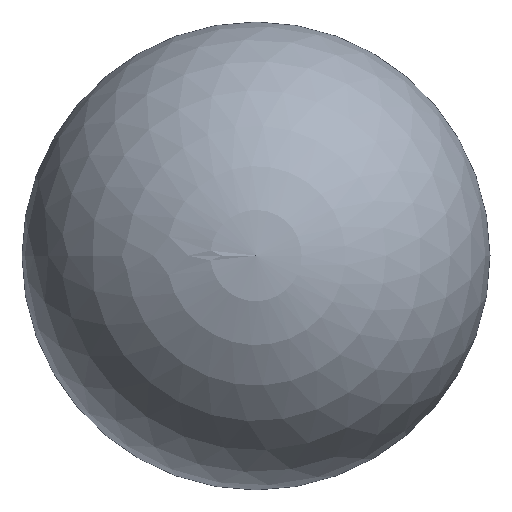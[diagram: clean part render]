
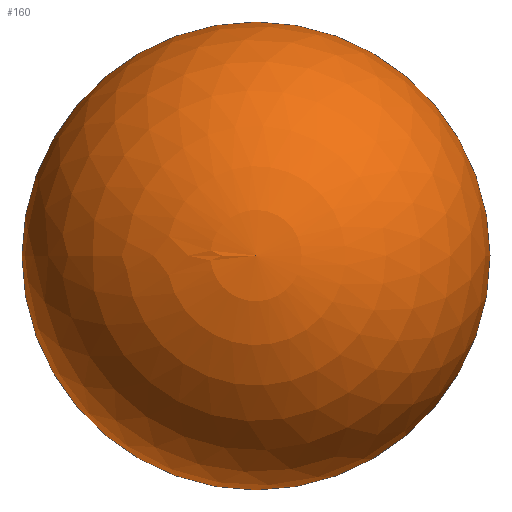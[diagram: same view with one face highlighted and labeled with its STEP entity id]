
A CAD part, top view. The second image highlights one B-rep face of the part: STEP entity #160.
In plain terms, the highlighted spherical face has radius 16.85 mm.
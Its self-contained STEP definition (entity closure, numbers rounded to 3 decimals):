
#160 = ADVANCED_FACE ( 'NONE', ( #9134 ), #5345, .T. ) ;
#325 = DIRECTION ( 'NONE',  ( 0., 0., -1. ) ) ;
#1381 = ORIENTED_EDGE ( 'NONE', *, *, #10665, .F. ) ;
#1529 = DIRECTION ( 'NONE',  ( -1., 0., 0. ) ) ;
#1706 = AXIS2_PLACEMENT_3D ( 'NONE', #11075, #325, #5657 ) ;
#2238 = CIRCLE ( 'NONE', #1706, 16.85 ) ;
#2334 = VERTEX_POINT ( 'NONE', #10374 ) ;
#3046 = DIRECTION ( 'NONE',  ( -1., 0., 0. ) ) ;
#3287 = CARTESIAN_POINT ( 'NONE',  ( 0., 0., 0. ) ) ;
#3894 = EDGE_CURVE ( 'NONE', #2334, #8438, #2238, .T. ) ;
#4611 = AXIS2_PLACEMENT_3D ( 'NONE', #8434, #10234, #3046 ) ;
#5345 = SPHERICAL_SURFACE ( 'NONE', #4611, 16.85 ) ;
#5657 = DIRECTION ( 'NONE',  ( -1., 0., 0. ) ) ;
#6230 = DIRECTION ( 'NONE',  ( 0., 0., -1. ) ) ;
#7331 = CIRCLE ( 'NONE', #9442, 16.85 ) ;
#8095 = CARTESIAN_POINT ( 'NONE',  ( -16.85, 0., 0. ) ) ;
#8282 = EDGE_LOOP ( 'NONE', ( #1381, #11313 ) ) ;
#8434 = CARTESIAN_POINT ( 'NONE',  ( 0., 0., 0. ) ) ;
#8438 = VERTEX_POINT ( 'NONE', #8095 ) ;
#9134 = FACE_OUTER_BOUND ( 'NONE', #8282, .T. ) ;
#9442 = AXIS2_PLACEMENT_3D ( 'NONE', #3287, #6230, #1529 ) ;
#10234 = DIRECTION ( 'NONE',  ( 0., 0., 1. ) ) ;
#10374 = CARTESIAN_POINT ( 'NONE',  ( 16.85, 0., 0. ) ) ;
#10665 = EDGE_CURVE ( 'NONE', #8438, #2334, #7331, .T. ) ;
#11075 = CARTESIAN_POINT ( 'NONE',  ( 0., 0., 0. ) ) ;
#11313 = ORIENTED_EDGE ( 'NONE', *, *, #3894, .F. ) ;
